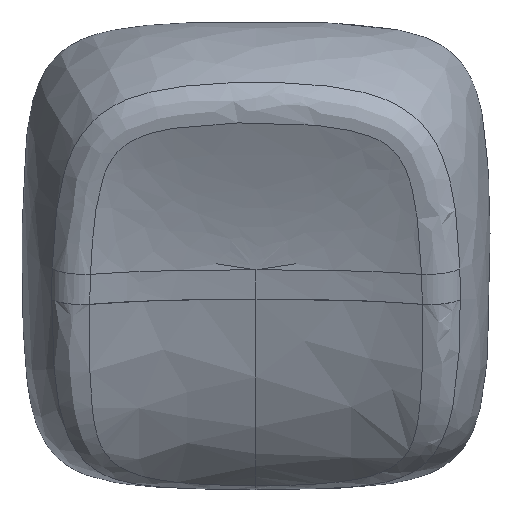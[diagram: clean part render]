
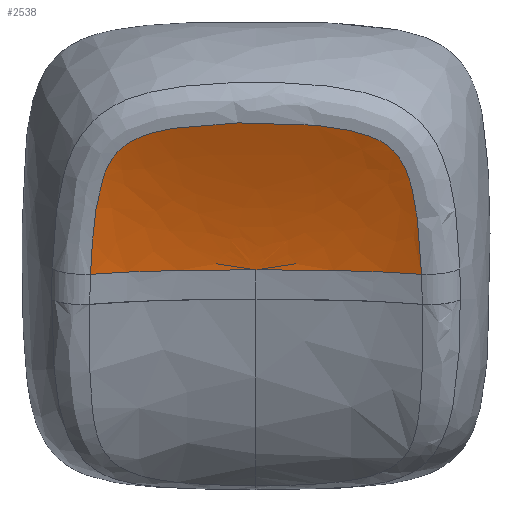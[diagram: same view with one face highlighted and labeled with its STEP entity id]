
A CAD part, top view. The second image highlights one B-rep face of the part: STEP entity #2538.
In plain terms, the highlighted free-form (B-spline) face has degree [3, 3] with [10, 5] control points.
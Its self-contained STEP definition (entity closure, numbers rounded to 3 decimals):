
#15=(
BOUNDED_CURVE()
B_SPLINE_CURVE(5,(#12634,#12635,#12636,#12637,#12638,#12639,#12640,#12641,
#12642),.UNSPECIFIED.,.F.,.F.)
B_SPLINE_CURVE_WITH_KNOTS((6,1,1,1,6),(0.216,0.4,0.6,0.8,1.),
 .UNSPECIFIED.)
CURVE()
GEOMETRIC_REPRESENTATION_ITEM()
RATIONAL_B_SPLINE_CURVE((1.,1.,1.,1.,1.,1.,1.,1.,1.))
REPRESENTATION_ITEM('')
);
#16=(
BOUNDED_CURVE()
B_SPLINE_CURVE(5,(#12643,#12644,#12645,#12646,#12647,#12648,#12649,#12650,
#12651),.UNSPECIFIED.,.F.,.F.)
B_SPLINE_CURVE_WITH_KNOTS((6,1,1,1,6),(0.216,0.4,0.6,0.8,1.),
 .UNSPECIFIED.)
CURVE()
GEOMETRIC_REPRESENTATION_ITEM()
RATIONAL_B_SPLINE_CURVE((1.,1.,1.,1.,1.,1.,1.,1.,1.))
REPRESENTATION_ITEM('')
);
#318=FACE_OUTER_BOUND('',#481,.T.);
#481=EDGE_LOOP('',(#2241,#2242,#2243));
#817=B_SPLINE_CURVE_WITH_KNOTS('',3,(#12131,#12132,#12133,#12134,#12135,
#12136,#12137,#12138,#12139,#12140,#12141,#12142,#12143,#12144,#12145,#12146,
#12147,#12148,#12149,#12150,#12151),.UNSPECIFIED.,.F.,.F.,(4,2,1,1,1,1,
1,1,1,1,1,1,1,1,1,2,4),(0.,0.117,0.365,0.49,
0.552,0.614,0.738,0.862,
1.11,1.358,1.483,1.607,1.669,
1.731,1.855,2.103,2.22),
 .UNSPECIFIED.);
#1064=VERTEX_POINT('',#11982);
#1067=VERTEX_POINT('',#12107);
#1075=VERTEX_POINT('',#12633);
#1454=EDGE_CURVE('',#1064,#1067,#817,.T.);
#1468=EDGE_CURVE('',#1064,#1075,#15,.T.);
#1469=EDGE_CURVE('',#1067,#1075,#16,.T.);
#2241=ORIENTED_EDGE('',*,*,#1454,.F.);
#2242=ORIENTED_EDGE('',*,*,#1468,.T.);
#2243=ORIENTED_EDGE('',*,*,#1469,.F.);
#2380=B_SPLINE_SURFACE_WITH_KNOTS('',3,3,((#12583,#12584,#12585,#12586,
#12587),(#12588,#12589,#12590,#12591,#12592),(#12593,#12594,#12595,#12596,
#12597),(#12598,#12599,#12600,#12601,#12602),(#12603,#12604,#12605,#12606,
#12607),(#12608,#12609,#12610,#12611,#12612),(#12613,#12614,#12615,#12616,
#12617),(#12618,#12619,#12620,#12621,#12622),(#12623,#12624,#12625,#12626,
#12627),(#12628,#12629,#12630,#12631,#12632)),.UNSPECIFIED.,.F.,.F.,.F.,
(4,1,1,1,1,1,1,4),(4,1,4),(0.,0.143,0.286,0.429,
0.571,0.714,0.857,1.),(0.131,
0.503,1.),.UNSPECIFIED.);
#2538=ADVANCED_FACE('',(#318),#2380,.F.);
#11982=CARTESIAN_POINT('',(-6.363,-0.727,7.015));
#12107=CARTESIAN_POINT('',(6.363,-0.727,7.015));
#12131=CARTESIAN_POINT('Ctrl Pts',(-6.363,-0.727,
7.015));
#12132=CARTESIAN_POINT('Ctrl Pts',(-6.35,-0.357,
7.11));
#12133=CARTESIAN_POINT('Ctrl Pts',(-6.33,0.013,
7.206));
#12134=CARTESIAN_POINT('Ctrl Pts',(-6.241,1.159,7.511));
#12135=CARTESIAN_POINT('Ctrl Pts',(-6.122,2.308,7.832));
#12136=CARTESIAN_POINT('Ctrl Pts',(-5.699,3.524,8.227));
#12137=CARTESIAN_POINT('Ctrl Pts',(-5.235,4.104,8.414));
#12138=CARTESIAN_POINT('Ctrl Pts',(-4.605,4.531,8.543));
#12139=CARTESIAN_POINT('Ctrl Pts',(-3.657,4.823,8.624));
#12140=CARTESIAN_POINT('Ctrl Pts',(-2.054,5.056,8.691));
#12141=CARTESIAN_POINT('Ctrl Pts',(0.,5.127,
8.712));
#12142=CARTESIAN_POINT('Ctrl Pts',(2.054,5.056,8.691));
#12143=CARTESIAN_POINT('Ctrl Pts',(3.657,4.823,8.624));
#12144=CARTESIAN_POINT('Ctrl Pts',(4.605,4.531,8.543));
#12145=CARTESIAN_POINT('Ctrl Pts',(5.235,4.104,8.414));
#12146=CARTESIAN_POINT('Ctrl Pts',(5.699,3.524,8.227));
#12147=CARTESIAN_POINT('Ctrl Pts',(6.122,2.308,7.832));
#12148=CARTESIAN_POINT('Ctrl Pts',(6.241,1.158,7.511));
#12149=CARTESIAN_POINT('Ctrl Pts',(6.33,0.013,
7.206));
#12150=CARTESIAN_POINT('Ctrl Pts',(6.35,-0.357,7.11));
#12151=CARTESIAN_POINT('Ctrl Pts',(6.363,-0.727,
7.015));
#12583=CARTESIAN_POINT('Ctrl Pts',(-6.739,-0.759,
7.134));
#12584=CARTESIAN_POINT('Ctrl Pts',(-6.218,-0.712,
6.958));
#12585=CARTESIAN_POINT('Ctrl Pts',(-4.807,-0.61,
6.575));
#12586=CARTESIAN_POINT('Ctrl Pts',(-2.279,-0.552,
6.359));
#12587=CARTESIAN_POINT('Ctrl Pts',(0.,-0.552,
6.359));
#12588=CARTESIAN_POINT('Ctrl Pts',(-6.739,0.406,
7.446));
#12589=CARTESIAN_POINT('Ctrl Pts',(-6.218,0.285,7.225));
#12590=CARTESIAN_POINT('Ctrl Pts',(-4.807,0.,
6.739));
#12591=CARTESIAN_POINT('Ctrl Pts',(-2.279,-0.33,
6.418));
#12592=CARTESIAN_POINT('Ctrl Pts',(0.,-0.552,
6.359));
#12593=CARTESIAN_POINT('Ctrl Pts',(-6.572,2.713,8.064));
#12594=CARTESIAN_POINT('Ctrl Pts',(-6.059,2.281,7.76));
#12595=CARTESIAN_POINT('Ctrl Pts',(-4.588,1.188,7.057));
#12596=CARTESIAN_POINT('Ctrl Pts',(-2.093,0.051,
6.52));
#12597=CARTESIAN_POINT('Ctrl Pts',(0.,-0.552,
6.359));
#12598=CARTESIAN_POINT('Ctrl Pts',(-5.284,4.574,8.563));
#12599=CARTESIAN_POINT('Ctrl Pts',(-4.863,3.869,8.185));
#12600=CARTESIAN_POINT('Ctrl Pts',(-3.483,2.172,7.321));
#12601=CARTESIAN_POINT('Ctrl Pts',(-1.415,0.431,
6.622));
#12602=CARTESIAN_POINT('Ctrl Pts',(0.,-0.552,
6.359));
#12603=CARTESIAN_POINT('Ctrl Pts',(-2.181,5.127,8.711));
#12604=CARTESIAN_POINT('Ctrl Pts',(-2.004,4.319,8.306));
#12605=CARTESIAN_POINT('Ctrl Pts',(-1.371,2.493,7.407));
#12606=CARTESIAN_POINT('Ctrl Pts',(-0.498,0.621,
6.673));
#12607=CARTESIAN_POINT('Ctrl Pts',(0.,-0.552,
6.359));
#12608=CARTESIAN_POINT('Ctrl Pts',(2.187,5.126,8.711));
#12609=CARTESIAN_POINT('Ctrl Pts',(2.01,4.318,8.305));
#12610=CARTESIAN_POINT('Ctrl Pts',(1.374,2.492,7.407));
#12611=CARTESIAN_POINT('Ctrl Pts',(0.498,0.621,
6.673));
#12612=CARTESIAN_POINT('Ctrl Pts',(0.,-0.552,
6.359));
#12613=CARTESIAN_POINT('Ctrl Pts',(5.279,4.573,8.563));
#12614=CARTESIAN_POINT('Ctrl Pts',(4.858,3.868,8.185));
#12615=CARTESIAN_POINT('Ctrl Pts',(3.48,2.171,7.32));
#12616=CARTESIAN_POINT('Ctrl Pts',(1.415,0.431,6.622));
#12617=CARTESIAN_POINT('Ctrl Pts',(0.,-0.552,
6.359));
#12618=CARTESIAN_POINT('Ctrl Pts',(6.571,2.713,8.064));
#12619=CARTESIAN_POINT('Ctrl Pts',(6.059,2.282,7.76));
#12620=CARTESIAN_POINT('Ctrl Pts',(4.587,1.188,7.057));
#12621=CARTESIAN_POINT('Ctrl Pts',(2.093,0.051,
6.52));
#12622=CARTESIAN_POINT('Ctrl Pts',(0.,-0.552,
6.359));
#12623=CARTESIAN_POINT('Ctrl Pts',(6.739,0.406,7.446));
#12624=CARTESIAN_POINT('Ctrl Pts',(6.218,0.286,7.225));
#12625=CARTESIAN_POINT('Ctrl Pts',(4.807,0.,
6.739));
#12626=CARTESIAN_POINT('Ctrl Pts',(2.279,-0.33,
6.418));
#12627=CARTESIAN_POINT('Ctrl Pts',(0.,-0.552,
6.359));
#12628=CARTESIAN_POINT('Ctrl Pts',(6.739,-0.759,
7.134));
#12629=CARTESIAN_POINT('Ctrl Pts',(6.218,-0.712,
6.958));
#12630=CARTESIAN_POINT('Ctrl Pts',(4.807,-0.61,
6.575));
#12631=CARTESIAN_POINT('Ctrl Pts',(2.279,-0.552,
6.359));
#12632=CARTESIAN_POINT('Ctrl Pts',(0.,-0.552,
6.359));
#12633=CARTESIAN_POINT('',(0.,-0.552,6.359));
#12634=CARTESIAN_POINT('Ctrl Pts',(-6.363,-0.727,
7.015));
#12635=CARTESIAN_POINT('Ctrl Pts',(-6.195,-0.714,
6.965));
#12636=CARTESIAN_POINT('Ctrl Pts',(-5.825,-0.687,
6.863));
#12637=CARTESIAN_POINT('Ctrl Pts',(-5.202,-0.648,
6.717));
#12638=CARTESIAN_POINT('Ctrl Pts',(-4.211,-0.601,
6.544));
#12639=CARTESIAN_POINT('Ctrl Pts',(-2.885,-0.568,
6.421));
#12640=CARTESIAN_POINT('Ctrl Pts',(-1.576,-0.555,
6.37));
#12641=CARTESIAN_POINT('Ctrl Pts',(-0.551,-0.552,
6.359));
#12642=CARTESIAN_POINT('Ctrl Pts',(0.,-0.552,
6.359));
#12643=CARTESIAN_POINT('Ctrl Pts',(6.363,-0.727,
7.015));
#12644=CARTESIAN_POINT('Ctrl Pts',(6.195,-0.714,
6.965));
#12645=CARTESIAN_POINT('Ctrl Pts',(5.825,-0.687,
6.863));
#12646=CARTESIAN_POINT('Ctrl Pts',(5.202,-0.648,
6.717));
#12647=CARTESIAN_POINT('Ctrl Pts',(4.211,-0.601,
6.544));
#12648=CARTESIAN_POINT('Ctrl Pts',(2.885,-0.568,6.421));
#12649=CARTESIAN_POINT('Ctrl Pts',(1.576,-0.555,
6.37));
#12650=CARTESIAN_POINT('Ctrl Pts',(0.551,-0.552,
6.359));
#12651=CARTESIAN_POINT('Ctrl Pts',(0.,-0.552,
6.359));
